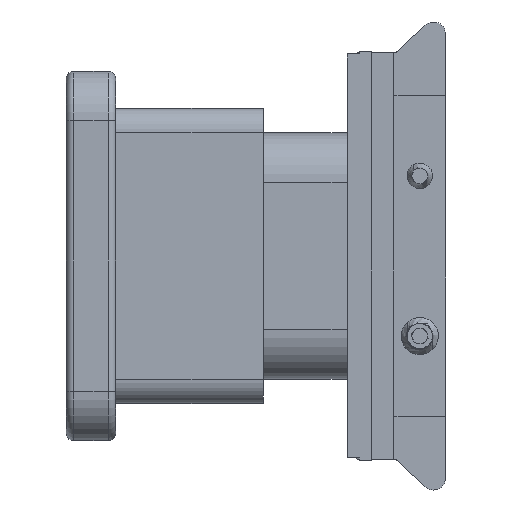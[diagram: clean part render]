
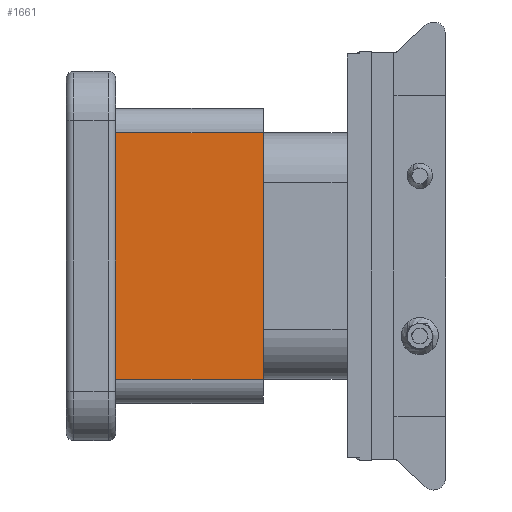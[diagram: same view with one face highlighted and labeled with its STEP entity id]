
A CAD part, left-side view. The second image highlights one B-rep face of the part: STEP entity #1661.
In plain terms, the highlighted planar face has unit normal (-1, 0, 0).
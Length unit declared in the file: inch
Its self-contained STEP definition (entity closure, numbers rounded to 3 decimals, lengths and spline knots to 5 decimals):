
#2 = EDGE_CURVE ( 'NONE', #1686, #2443, #2452, .T. ) ;
#148 = EDGE_CURVE ( 'NONE', #1174, #2988, #976, .T. ) ;
#169 = EDGE_CURVE ( 'NONE', #2988, #2481, #2272, .T. ) ;
#223 = CARTESIAN_POINT ( 'NONE',  ( -0.35, 0.15, -0.25 ) ) ;
#273 = CARTESIAN_POINT ( 'NONE',  ( -0.35, 0.15, 0.25 ) ) ;
#509 = VECTOR ( 'NONE', #3495, 39.37008 ) ;
#638 = DIRECTION ( 'NONE',  ( 0., 0., -1. ) ) ;
#659 = CARTESIAN_POINT ( 'NONE',  ( -0.35, -0.15, 0.3 ) ) ;
#759 = CARTESIAN_POINT ( 'NONE',  ( -0.35, -0.15, 0.3 ) ) ;
#976 = LINE ( 'NONE', #3664, #3341 ) ;
#1077 = DIRECTION ( 'NONE',  ( 0., 0., -1. ) ) ;
#1121 = CARTESIAN_POINT ( 'NONE',  ( -0.35, -0.15, 0.3 ) ) ;
#1147 = AXIS2_PLACEMENT_3D ( 'NONE', #1223, #1829, #2649 ) ;
#1174 = VERTEX_POINT ( 'NONE', #2762 ) ;
#1223 = CARTESIAN_POINT ( 'NONE',  ( -0.35, 0., 0.3 ) ) ;
#1339 = DIRECTION ( 'NONE',  ( 0., 0., -1. ) ) ;
#1526 = LINE ( 'NONE', #3635, #2661 ) ;
#1561 = ORIENTED_EDGE ( 'NONE', *, *, #3293, .F. ) ;
#1661 = ADVANCED_FACE ( 'NONE', ( #2959 ), #1768, .F. ) ;
#1686 = VERTEX_POINT ( 'NONE', #2182 ) ;
#1768 = PLANE ( 'NONE',  #1147 ) ;
#1828 = ORIENTED_EDGE ( 'NONE', *, *, #148, .T. ) ;
#1829 = DIRECTION ( 'NONE',  ( 1., 0., 0. ) ) ;
#2116 = ORIENTED_EDGE ( 'NONE', *, *, #2, .F. ) ;
#2182 = CARTESIAN_POINT ( 'NONE',  ( -0.35, -0.15, -0.2 ) ) ;
#2272 = LINE ( 'NONE', #3725, #3210 ) ;
#2282 = LINE ( 'NONE', #1121, #509 ) ;
#2297 = EDGE_CURVE ( 'NONE', #2481, #2443, #1526, .T. ) ;
#2378 = EDGE_LOOP ( 'NONE', ( #3876, #2947, #2116, #1561, #2469, #1828 ) ) ;
#2402 = DIRECTION ( 'NONE',  ( 0., -1., 0. ) ) ;
#2443 = VERTEX_POINT ( 'NONE', #3381 ) ;
#2452 = LINE ( 'NONE', #659, #3404 ) ;
#2469 = ORIENTED_EDGE ( 'NONE', *, *, #2879, .F. ) ;
#2481 = VERTEX_POINT ( 'NONE', #223 ) ;
#2649 = DIRECTION ( 'NONE',  ( 0., 1., 0. ) ) ;
#2661 = VECTOR ( 'NONE', #2402, 39.37008 ) ;
#2762 = CARTESIAN_POINT ( 'NONE',  ( -0.35, -0.15, 0.25 ) ) ;
#2879 = EDGE_CURVE ( 'NONE', #1174, #3358, #3157, .T. ) ;
#2947 = ORIENTED_EDGE ( 'NONE', *, *, #2297, .T. ) ;
#2959 = FACE_OUTER_BOUND ( 'NONE', #2378, .T. ) ;
#2988 = VERTEX_POINT ( 'NONE', #273 ) ;
#3157 = LINE ( 'NONE', #759, #3526 ) ;
#3210 = VECTOR ( 'NONE', #1339, 39.37008 ) ;
#3293 = EDGE_CURVE ( 'NONE', #3358, #1686, #2282, .T. ) ;
#3341 = VECTOR ( 'NONE', #3370, 39.37008 ) ;
#3358 = VERTEX_POINT ( 'NONE', #3550 ) ;
#3370 = DIRECTION ( 'NONE',  ( 0., 1., 0. ) ) ;
#3381 = CARTESIAN_POINT ( 'NONE',  ( -0.35, -0.15, -0.25 ) ) ;
#3404 = VECTOR ( 'NONE', #638, 39.37008 ) ;
#3495 = DIRECTION ( 'NONE',  ( 0., 0., -1. ) ) ;
#3526 = VECTOR ( 'NONE', #1077, 39.37008 ) ;
#3550 = CARTESIAN_POINT ( 'NONE',  ( -0.35, -0.15, 0.2 ) ) ;
#3635 = CARTESIAN_POINT ( 'NONE',  ( -0.35, 0., -0.25 ) ) ;
#3664 = CARTESIAN_POINT ( 'NONE',  ( -0.35, 0.15, 0.25 ) ) ;
#3725 = CARTESIAN_POINT ( 'NONE',  ( -0.35, 0.15, 0.3 ) ) ;
#3876 = ORIENTED_EDGE ( 'NONE', *, *, #169, .T. ) ;
